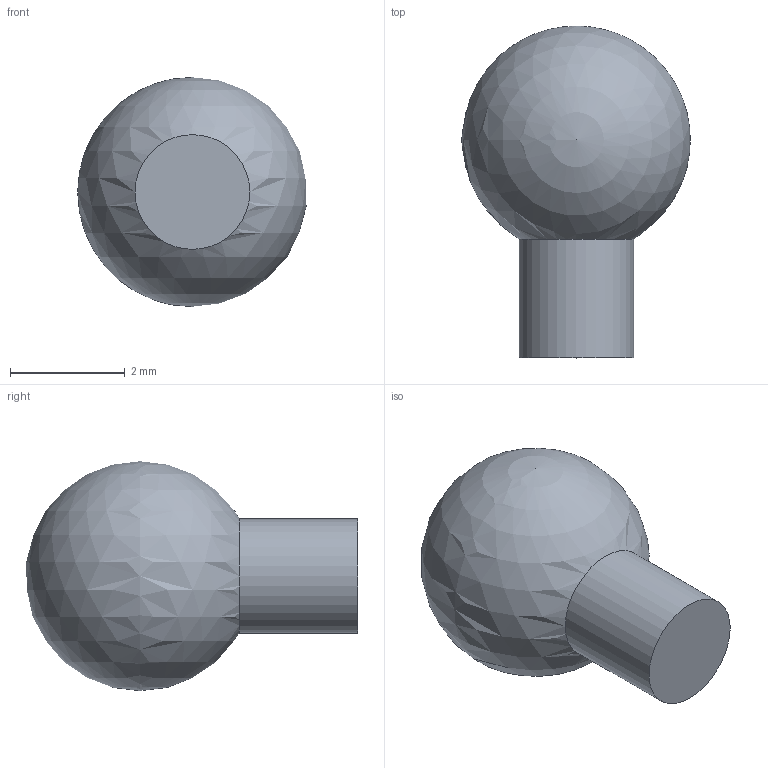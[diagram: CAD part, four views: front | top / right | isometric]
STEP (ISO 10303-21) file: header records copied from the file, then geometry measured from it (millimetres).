
FILE_DESCRIPTION(/* description */ (''),/* implementation_level */ '2;1');
FILE_NAME(/* name */ 'CrossButtonJoint.step',/* time_stamp */ '2026-02-19T15:44:23+01:00',/* author */ (''),/* organization */ (''),/* preprocessor_version */ 'ST-DEVELOPER v20.1',/* originating_system */ 'Autodesk Translation Framework v14.24.0.0',/* authorisation */ '');
FILE_SCHEMA (('AUTOMOTIVE_DESIGN { 1 0 10303 214 3 1 1 }'));
Length unit declared in the file: millimetre
Products named in the file (1): BMO Assistant
Bounding box: 3.99 x 5.79 x 4 mm (x, y, z)
Volume: 39.6 mm3; surface area: 63 mm2
Topology: 1 solids, 1 shells, 3 faces, 6 edges, 4 vertices
Faces by surface type: plane 1, sphere 1, cylinder 1
Full cylindrical faces by diameter (mm): 2 x1
Entity records: 102 total; most frequent: DIRECTION 15, CARTESIAN_POINT 12, ORIENTED_EDGE 8, AXIS2_PLACEMENT_3D 7, EDGE_LOOP 4, VERTEX_POINT 4, EDGE_CURVE 4, FACE_OUTER_BOUND 3
